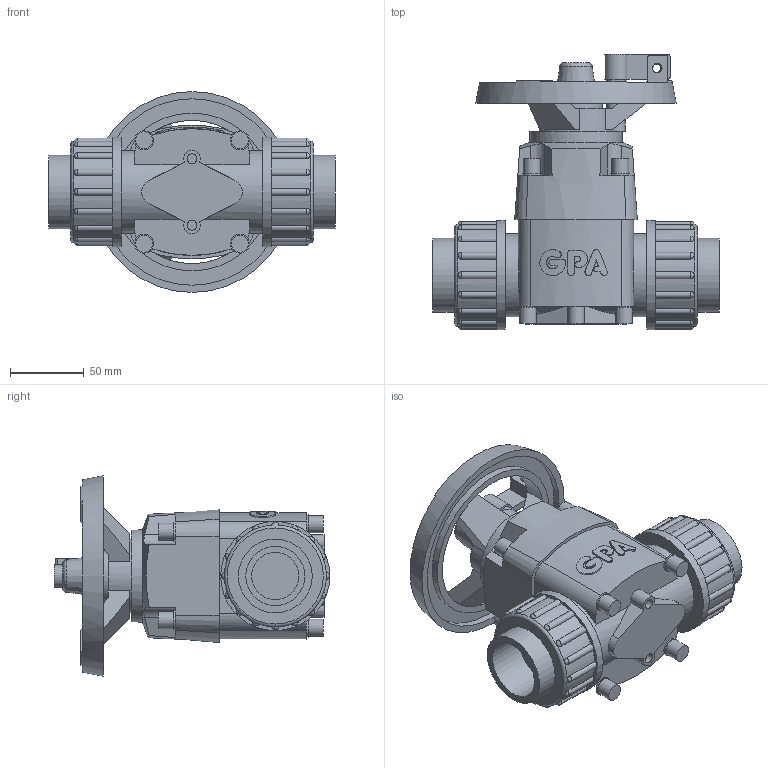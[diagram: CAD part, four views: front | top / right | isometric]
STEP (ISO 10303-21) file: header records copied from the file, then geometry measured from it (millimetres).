
FILE_DESCRIPTION(/* description */ ('PVC Diaphragm Valve with EPDM diaphragm and PVC Sockets, Ø40/DN32 , PN10'),/* implementation_level */ '2;1');
FILE_NAME(/* name */ 'T4UIU-E-040',/* time_stamp */ '2022-08-04T16:52:02+02:00',/* author */ ('COAB Solutions'),/* organization */ ('GPA Flowsystem'),/* preprocessor_version */ 'ST-DEVELOPER v18.1',/* originating_system */ 'www.coabsolutions.com',/* authorisation */ 'unknown authorization');
FILE_SCHEMA (('AUTOMOTIVE_DESIGN { 1 0 10303 214 3 1 1 }'));
Length unit declared in the file: millimetre
Products named in the file (1): T4UIU-E-040
Bounding box: 194 x 186.83 x 136 mm (x, y, z)
Volume: 1158463.7 mm3; surface area: 151472 mm2
Topology: 1 solids, 4 shells, 344 faces, 859 edges, 557 vertices
Faces by surface type: plane 160, cylinder 118, sphere 32, bspline 21, cone 9, torus 4
Full cylindrical faces by diameter (mm): 5.667 x1, 6.24 x14, 6.476 x1, 6.75 x2, 11.556 x8, 12.48 x1, 12.711 x8, 32 x4, 35.88 x1, 40 x2, 49.98 x2, 50 x2, 56.08 x2, 56.1 x2, 59.94 x2, 62.4 x1, 69.067 x2, 74 x2, 97.143 x1, 106.857 x1, 126.286 x1
Entity records: 11934 total; most frequent: CARTESIAN_POINT 3305, DIRECTION 1804, ORIENTED_EDGE 1718, EDGE_CURVE 859, AXIS2_PLACEMENT_3D 726, VERTEX_POINT 557, CIRCLE 393, EDGE_LOOP 388
